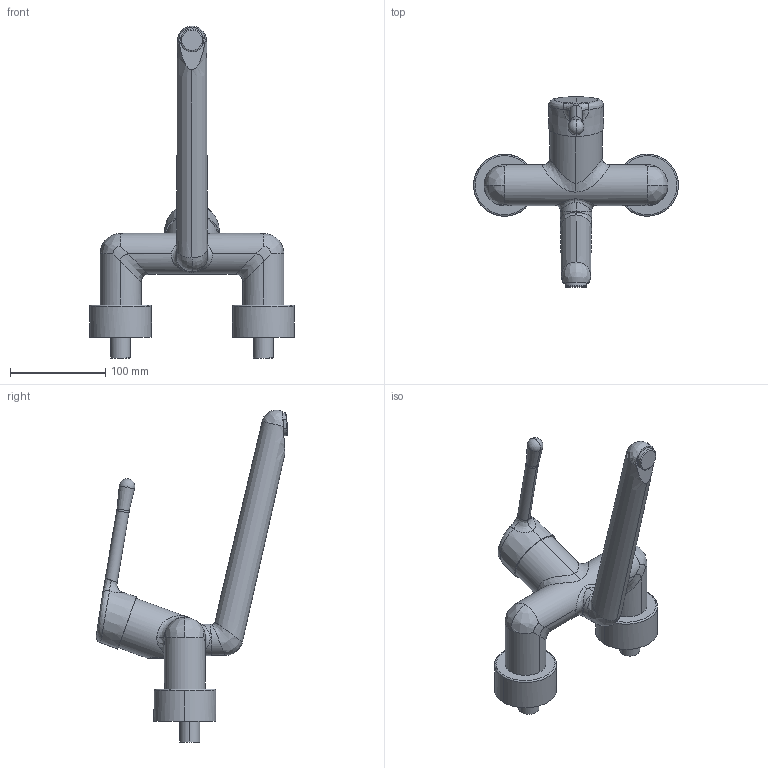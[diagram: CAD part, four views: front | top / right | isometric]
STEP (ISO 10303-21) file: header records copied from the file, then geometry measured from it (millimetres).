
FILE_DESCRIPTION (( 'STEP AP203' ), '1' );
FILE_NAME ('02572206+5536A.STEP', '2018-03-02T12:33:29', ( '' ), ( '' ), 'SwSTEP 2.0', 'SolidWorks 2016', '' );
FILE_SCHEMA (( 'CONFIG_CONTROL_DESIGN' ));
Length unit declared in the file: millimetre
Products named in the file (1): 02572206+5536A
Bounding box: 215 x 200.79 x 348.46 mm (x, y, z)
Volume: 966713.8 mm3; surface area: 115809.9 mm2
Topology: 1 solids, 1 shells, 133 faces, 324 edges, 199 vertices
Faces by surface type: bspline 46, cylinder 40, plane 31, cone 14, sphere 2
Entity records: 15884 total; most frequent: CARTESIAN_POINT 13070, ORIENTED_EDGE 630, DIRECTION 468, EDGE_CURVE 315, VERTEX_POINT 196, AXIS2_PLACEMENT_3D 195, EDGE_LOOP 145, FACE_OUTER_BOUND 133
